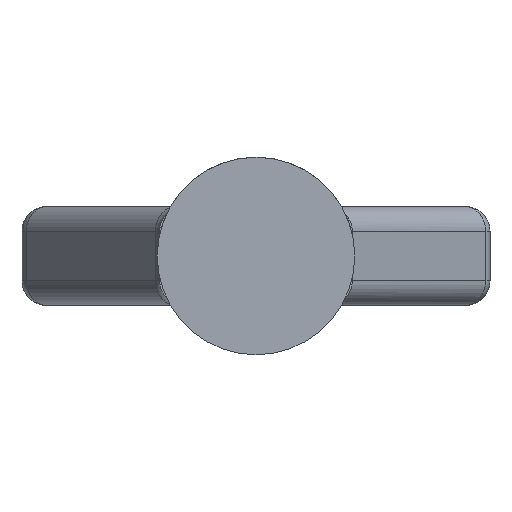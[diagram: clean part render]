
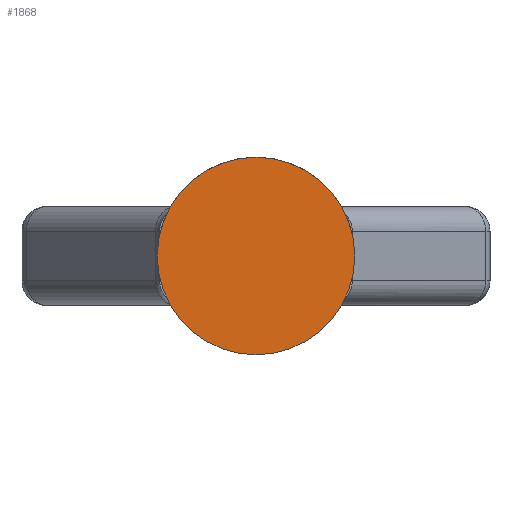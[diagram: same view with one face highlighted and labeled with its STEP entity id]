
A CAD part, left-side view. The second image highlights one B-rep face of the part: STEP entity #1868.
In plain terms, the highlighted planar face has unit normal (-1, 0, 0).
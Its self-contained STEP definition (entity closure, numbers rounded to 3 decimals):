
#112 = CIRCLE ( 'NONE', #2310, 20. ) ;
#164 = ORIENTED_EDGE ( 'NONE', *, *, #1293, .F. ) ;
#204 = CARTESIAN_POINT ( 'NONE',  ( 606.5, 20., 995. ) ) ;
#361 = EDGE_CURVE ( 'NONE', #469, #2233, #1411, .T. ) ;
#458 = PLANE ( 'NONE',  #673 ) ;
#469 = VERTEX_POINT ( 'NONE', #583 ) ;
#583 = CARTESIAN_POINT ( 'NONE',  ( 606.5, -20., 995. ) ) ;
#641 = EDGE_LOOP ( 'NONE', ( #164, #1964 ) ) ;
#673 = AXIS2_PLACEMENT_3D ( 'NONE', #2437, #1912, #689 ) ;
#689 = DIRECTION ( 'NONE',  ( 0., -1., 0. ) ) ;
#1005 = AXIS2_PLACEMENT_3D ( 'NONE', #1884, #2417, #1190 ) ;
#1190 = DIRECTION ( 'NONE',  ( 0., 1., 0. ) ) ;
#1293 = EDGE_CURVE ( 'NONE', #2233, #469, #112, .T. ) ;
#1411 = CIRCLE ( 'NONE', #1005, 20. ) ;
#1868 = ADVANCED_FACE ( 'NONE', ( #2176 ), #458, .T. ) ;
#1884 = CARTESIAN_POINT ( 'NONE',  ( 606.5, 0., 995. ) ) ;
#1912 = DIRECTION ( 'NONE',  ( -1., 0., 0. ) ) ;
#1964 = ORIENTED_EDGE ( 'NONE', *, *, #361, .F. ) ;
#2176 = FACE_OUTER_BOUND ( 'NONE', #641, .T. ) ;
#2233 = VERTEX_POINT ( 'NONE', #204 ) ;
#2310 = AXIS2_PLACEMENT_3D ( 'NONE', #2471, #2599, #2557 ) ;
#2417 = DIRECTION ( 'NONE',  ( 1., 0., 0. ) ) ;
#2437 = CARTESIAN_POINT ( 'NONE',  ( 606.5, 20., 995. ) ) ;
#2471 = CARTESIAN_POINT ( 'NONE',  ( 606.5, 0., 995. ) ) ;
#2557 = DIRECTION ( 'NONE',  ( 0., 1., 0. ) ) ;
#2599 = DIRECTION ( 'NONE',  ( 1., 0., 0. ) ) ;
